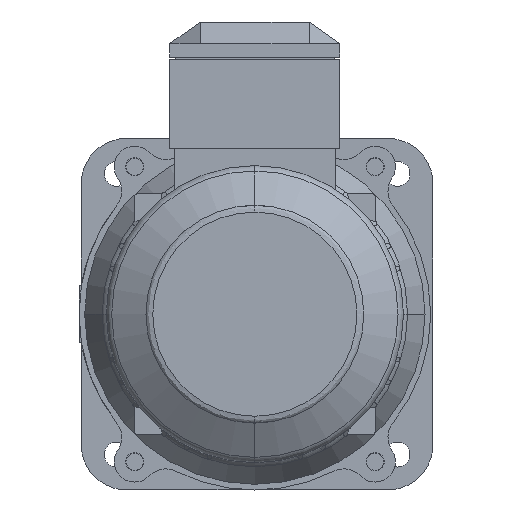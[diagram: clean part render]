
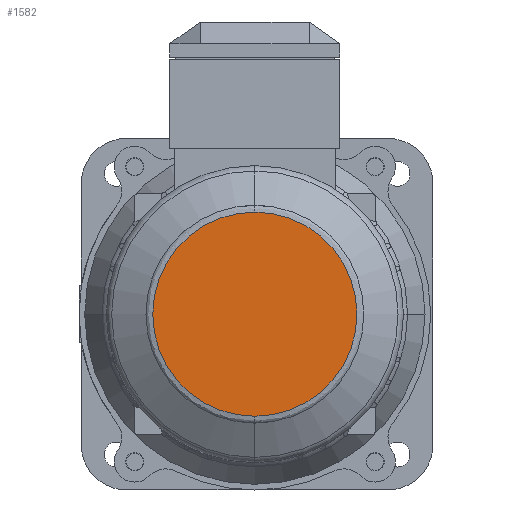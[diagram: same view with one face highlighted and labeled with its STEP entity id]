
A CAD part, left-side view. The second image highlights one B-rep face of the part: STEP entity #1582.
In plain terms, the highlighted planar face has unit normal (-1, 0, 0).
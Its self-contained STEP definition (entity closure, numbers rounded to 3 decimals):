
#1582=ADVANCED_FACE('0:1037',(#3375),#3376,.T.);
#3375=FACE_OUTER_BOUND('',#5629,.T.);
#3376=PLANE('',#5630);
#5629=EDGE_LOOP('',(#10622,#10623));
#5630=AXIS2_PLACEMENT_3D('',#10624,#10625,#10626);
#10622=ORIENTED_EDGE('',*,*,#13158,.F.);
#10623=ORIENTED_EDGE('',*,*,#14541,.F.);
#10624=CARTESIAN_POINT('',(-194.5,0.0,0.));
#10625=DIRECTION('',(-1.0,0.0,0.));
#10626=DIRECTION('',(0.,0.0,1.0));
#13158=EDGE_CURVE('0:3605',#15552,#15555,#15556,.T.);
#14541=EDGE_CURVE('',#15555,#15552,#17605,.T.);
#15552=VERTEX_POINT('',#19098);
#15555=VERTEX_POINT('',#19105);
#15556=CIRCLE('',#19106,45.);
#17605=CIRCLE('',#23021,45.);
#19098=CARTESIAN_POINT('',(-194.5,0.0,-45.));
#19105=CARTESIAN_POINT('',(-194.5,0.,45.));
#19106=AXIS2_PLACEMENT_3D('',#25490,#25491,#25492);
#23021=AXIS2_PLACEMENT_3D('',#26835,#26836,#26837);
#25490=CARTESIAN_POINT('',(-194.5,0.0,0.));
#25491=DIRECTION('',(1.0,0.0,0.));
#25492=DIRECTION('',(0.,0.0,-1.0));
#26835=CARTESIAN_POINT('',(-194.5,0.0,0.));
#26836=DIRECTION('',(1.0,0.0,0.));
#26837=DIRECTION('',(0.,0.0,-1.0));
